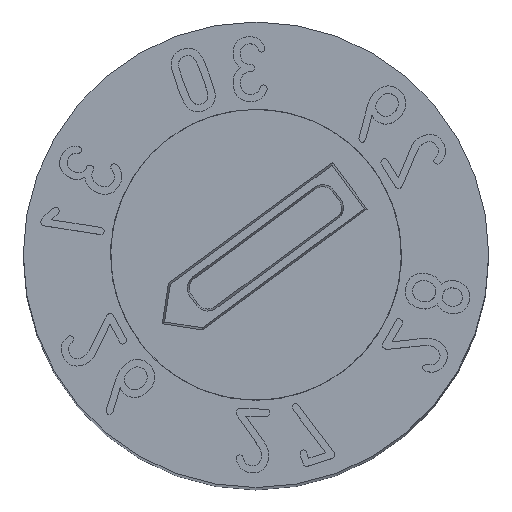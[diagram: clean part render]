
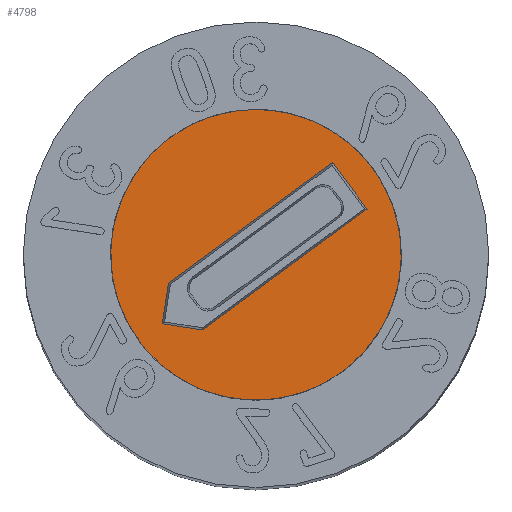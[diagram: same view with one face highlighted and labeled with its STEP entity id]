
A CAD part, top view. The second image highlights one B-rep face of the part: STEP entity #4798.
In plain terms, the highlighted planar face has unit normal (0, 0, 1).
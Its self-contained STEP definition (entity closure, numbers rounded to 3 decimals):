
#69=CIRCLE('',#4981,1.25);
#99=FACE_BOUND('',#724,.T.);
#179=PLANE('',#4980);
#438=FACE_OUTER_BOUND('',#723,.T.);
#723=EDGE_LOOP('',(#4340));
#724=EDGE_LOOP('',(#4341,#4342,#4343,#4344,#4345));
#1069=LINE('',#9248,#1421);
#1073=LINE('',#9255,#1425);
#1076=LINE('',#9261,#1428);
#1079=LINE('',#9267,#1431);
#1081=LINE('',#9270,#1433);
#1421=VECTOR('',#5561,10.);
#1425=VECTOR('',#5567,10.);
#1428=VECTOR('',#5572,10.);
#1431=VECTOR('',#5577,10.);
#1433=VECTOR('',#5581,10.);
#2224=VERTEX_POINT('',#9245);
#2225=VERTEX_POINT('',#9247);
#2227=VERTEX_POINT('',#9253);
#2229=VERTEX_POINT('',#9259);
#2231=VERTEX_POINT('',#9265);
#2232=VERTEX_POINT('',#9273);
#2927=EDGE_CURVE('',#2225,#2224,#1069,.T.);
#2931=EDGE_CURVE('',#2224,#2227,#1073,.T.);
#2934=EDGE_CURVE('',#2227,#2229,#1076,.T.);
#2937=EDGE_CURVE('',#2229,#2231,#1079,.T.);
#2939=EDGE_CURVE('',#2231,#2225,#1081,.T.);
#2940=EDGE_CURVE('',#2232,#2232,#69,.T.);
#4340=ORIENTED_EDGE('',*,*,#2940,.F.);
#4341=ORIENTED_EDGE('',*,*,#2927,.T.);
#4342=ORIENTED_EDGE('',*,*,#2931,.T.);
#4343=ORIENTED_EDGE('',*,*,#2934,.T.);
#4344=ORIENTED_EDGE('',*,*,#2937,.T.);
#4345=ORIENTED_EDGE('',*,*,#2939,.T.);
#4798=ADVANCED_FACE('',(#438,#99),#179,.F.);
#4980=AXIS2_PLACEMENT_3D('',#9272,#5584,#5585);
#4981=AXIS2_PLACEMENT_3D('',#9274,#5586,#5587);
#5561=DIRECTION('',(-0.707,-0.707,0.));
#5567=DIRECTION('',(-0.707,0.707,0.));
#5572=DIRECTION('',(0.,1.,0.));
#5577=DIRECTION('',(1.,0.,0.));
#5581=DIRECTION('',(0.,-1.,0.));
#5584=DIRECTION('center_axis',(0.,0.,-1.));
#5585=DIRECTION('ref_axis',(-1.,0.,0.));
#5586=DIRECTION('center_axis',(0.,0.,-1.));
#5587=DIRECTION('ref_axis',(-1.,0.,0.));
#9245=CARTESIAN_POINT('',(0.,-1.,2.3));
#9247=CARTESIAN_POINT('',(0.25,-0.75,2.3));
#9248=CARTESIAN_POINT('',(0.375,-0.625,2.3));
#9253=CARTESIAN_POINT('',(-0.25,-0.75,2.3));
#9255=CARTESIAN_POINT('',(-0.25,-0.75,2.3));
#9259=CARTESIAN_POINT('',(-0.25,1.,2.3));
#9261=CARTESIAN_POINT('',(-0.25,-0.375,2.3));
#9265=CARTESIAN_POINT('',(0.25,1.,2.3));
#9267=CARTESIAN_POINT('',(-0.125,1.,2.3));
#9270=CARTESIAN_POINT('',(0.25,0.5,2.3));
#9272=CARTESIAN_POINT('Origin',(0.,0.,2.3));
#9273=CARTESIAN_POINT('',(1.25,0.,2.3));
#9274=CARTESIAN_POINT('Origin',(0.,0.,2.3));
